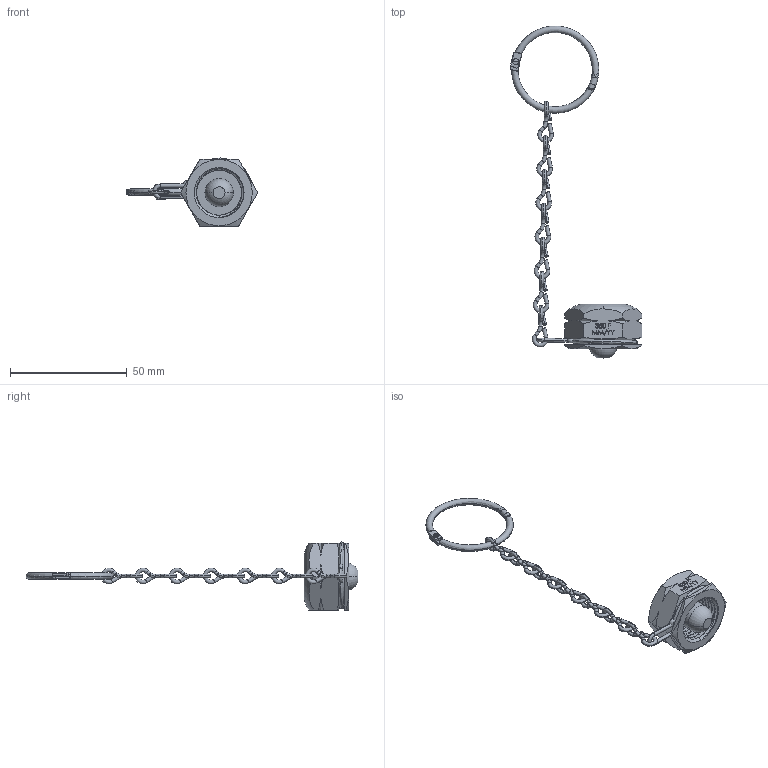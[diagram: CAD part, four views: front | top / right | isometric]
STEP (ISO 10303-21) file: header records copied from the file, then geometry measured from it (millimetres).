
FILE_DESCRIPTION (( 'STEP AP203' ), '1' );
FILE_NAME ('CAP-GT350SS-R.STEP', '2025-08-20T18:52:03', ( '' ), ( '' ), 'SwSTEP 2.0', 'SolidWorks 2018', '' );
FILE_SCHEMA (( 'CONFIG_CONTROL_DESIGN' ));
Length unit declared in the file: inch
Products named in the file (11): PRT-001141; CAP-GT350SS-R; PRT-002239_STAINLESS; PRT-002255_SMALL PIN; ASY-000211_Straight Chain; PRT-001151_CAP-350-BR PLATED; PRT-000832; PRT-000846; PRT-002245_RING-1.187D HALF; ASY-002231; ASY-000291
Assembly tree (17 placements, depth 3):
  CAP-GT350SS-R
    ASY-002231
      PRT-001151_CAP-350-BR PLATED
      PRT-000832
      PRT-001141
    PRT-000846
    ASY-000211_Straight Chain
      PRT-002239_STAINLESS  x7
    ASY-000291
      PRT-002245_RING-1.187D HALF  x2
      PRT-002255_SMALL PIN
Bounding box: 56.17 x 141.93 x 29.12 mm (x, y, z)
Volume: 11458.8 mm3; surface area: 8823.3 mm2
Topology: 14 solids, 14 shells, 460 faces, 1194 edges, 762 vertices
Faces by surface type: plane 138, cylinder 131, torus 72, bspline 71, cone 32, sphere 16
Entity records: 15746 total; most frequent: CARTESIAN_POINT 7378, ORIENTED_EDGE 1602, DIRECTION 1247, EDGE_CURVE 801, VERTEX_POINT 541, AXIS2_PLACEMENT_3D 445, LINE 357, VECTOR 357
